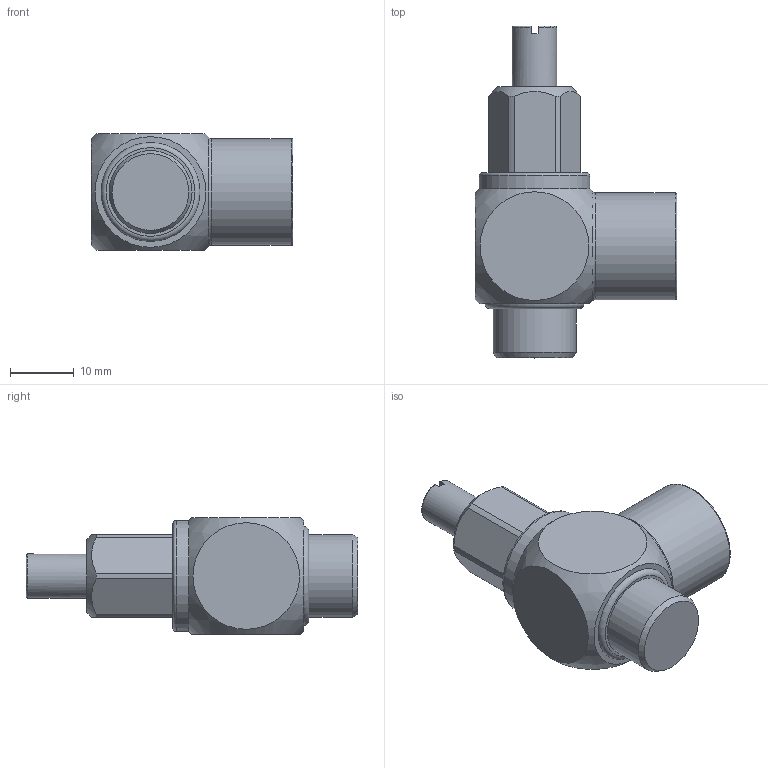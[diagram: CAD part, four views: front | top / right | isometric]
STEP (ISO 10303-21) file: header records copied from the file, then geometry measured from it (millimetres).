
FILE_DESCRIPTION (( 'STEP AP214' ), '1' );
FILE_NAME ('6607000002A.STEP', '2013-10-30T09:45:56', ( 'ST01' ), ( '' ), 'SwSTEP 2.0', 'SolidWorks 2012', '' );
FILE_SCHEMA (( 'AUTOMOTIVE_DESIGN' ));
Length unit declared in the file: millimetre
Products named in the file (1): 6607000002A
Bounding box: 31.6 x 52 x 18.3 mm (x, y, z)
Volume: 11190.4 mm3; surface area: 4145.1 mm2
Topology: 1 solids, 1 shells, 43 faces, 97 edges, 64 vertices
Faces by surface type: plane 21, cylinder 12, torus 6, cone 3, sphere 1
Full cylindrical faces by diameter (mm): 7 x1, 11.5 x1, 13 x1, 15.5 x1, 16.704 x1, 17.349 x1
Entity records: 1182 total; most frequent: CARTESIAN_POINT 260, DIRECTION 194, ORIENTED_EDGE 152, AXIS2_PLACEMENT_3D 84, EDGE_CURVE 76, EDGE_LOOP 66, VERTEX_POINT 58, FACE_OUTER_BOUND 54
